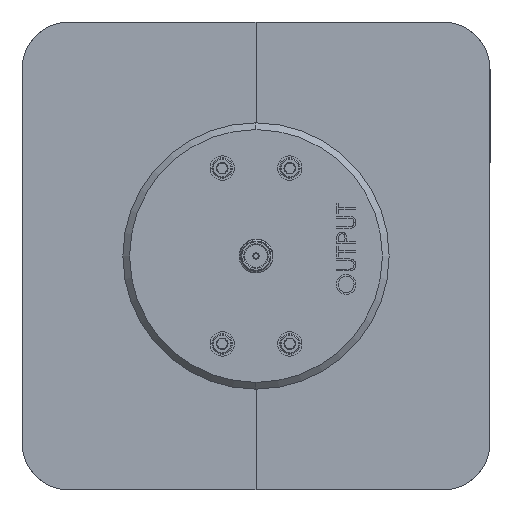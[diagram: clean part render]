
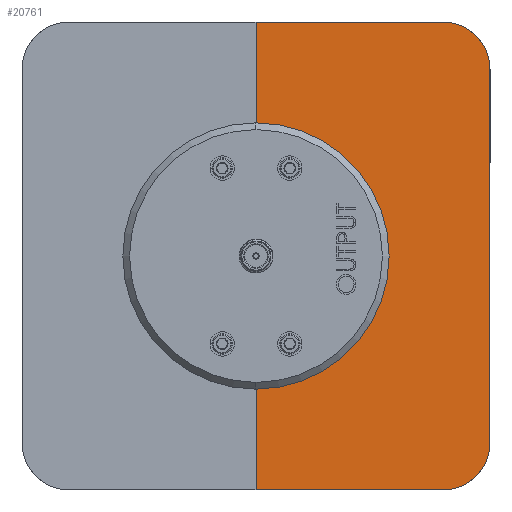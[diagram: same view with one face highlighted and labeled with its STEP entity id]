
A CAD part, left-side view. The second image highlights one B-rep face of the part: STEP entity #20761.
In plain terms, the highlighted planar face has unit normal (-1, 0, 0).
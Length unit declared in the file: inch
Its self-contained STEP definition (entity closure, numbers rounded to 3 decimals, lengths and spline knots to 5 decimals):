
#166 = VERTEX_POINT ( 'NONE', #7724 ) ;
#362 = DIRECTION ( 'NONE',  ( 0., 0., 1. ) ) ;
#369 = ORIENTED_EDGE ( 'NONE', *, *, #1998, .T. ) ;
#692 = CARTESIAN_POINT ( 'NONE',  ( -2.08661, 0., 1.73 ) ) ;
#739 = LINE ( 'NONE', #1951, #15146 ) ;
#1725 = AXIS2_PLACEMENT_3D ( 'NONE', #12282, #21447, #3213 ) ;
#1880 = CARTESIAN_POINT ( 'NONE',  ( -2.08661, 0., 0.98425 ) ) ;
#1951 = CARTESIAN_POINT ( 'NONE',  ( -2.08661, -1.73, 1.73 ) ) ;
#1979 = CARTESIAN_POINT ( 'NONE',  ( -2.08661, 0., 1.73 ) ) ;
#1998 = EDGE_CURVE ( 'NONE', #21397, #7739, #23557, .T. ) ;
#3213 = DIRECTION ( 'NONE',  ( 0., 0., 1. ) ) ;
#3364 = DIRECTION ( 'NONE',  ( 0., 1., 0. ) ) ;
#4053 = DIRECTION ( 'NONE',  ( 0., 0., -1. ) ) ;
#4066 = EDGE_CURVE ( 'NONE', #8535, #7739, #14278, .T. ) ;
#4666 = EDGE_LOOP ( 'NONE', ( #18427, #20750, #18561, #369, #22206, #14062, #16231, #9516 ) ) ;
#4735 = EDGE_CURVE ( 'NONE', #166, #13936, #12812, .T. ) ;
#4812 = AXIS2_PLACEMENT_3D ( 'NONE', #7716, #18396, #362 ) ;
#5686 = DIRECTION ( 'NONE',  ( 0., 0., -1. ) ) ;
#5910 = CARTESIAN_POINT ( 'NONE',  ( -2.08661, 0., 0. ) ) ;
#5950 = DIRECTION ( 'NONE',  ( 0., 0., 1. ) ) ;
#6225 = VECTOR ( 'NONE', #3364, 39.37008 ) ;
#6600 = VECTOR ( 'NONE', #4053, 39.37008 ) ;
#6616 = EDGE_CURVE ( 'NONE', #15339, #8864, #17417, .T. ) ;
#7059 = CARTESIAN_POINT ( 'NONE',  ( -2.08661, 0., -1.73 ) ) ;
#7078 = FACE_OUTER_BOUND ( 'NONE', #4666, .T. ) ;
#7716 = CARTESIAN_POINT ( 'NONE',  ( -2.08661, -1.38, -1.38 ) ) ;
#7724 = CARTESIAN_POINT ( 'NONE',  ( -2.08661, -1.38, 1.73 ) ) ;
#7739 = VERTEX_POINT ( 'NONE', #1880 ) ;
#7880 = VERTEX_POINT ( 'NONE', #12971 ) ;
#7915 = DIRECTION ( 'NONE',  ( 0., 1., 0. ) ) ;
#8535 = VERTEX_POINT ( 'NONE', #17199 ) ;
#8679 = AXIS2_PLACEMENT_3D ( 'NONE', #5910, #16809, #18751 ) ;
#8864 = VERTEX_POINT ( 'NONE', #21714 ) ;
#9030 = CARTESIAN_POINT ( 'NONE',  ( -2.08661, -1.38, -1.73 ) ) ;
#9516 = ORIENTED_EDGE ( 'NONE', *, *, #13380, .F. ) ;
#9578 = CARTESIAN_POINT ( 'NONE',  ( -2.08661, 0., 1.73 ) ) ;
#11451 = DIRECTION ( 'NONE',  ( -1., 0., 0. ) ) ;
#11523 = CARTESIAN_POINT ( 'NONE',  ( -2.08661, 0., 1.73 ) ) ;
#11863 = LINE ( 'NONE', #692, #15350 ) ;
#12282 = CARTESIAN_POINT ( 'NONE',  ( -2.08661, -1.38, 1.38 ) ) ;
#12812 = CIRCLE ( 'NONE', #1725, 0.35 ) ;
#12971 = CARTESIAN_POINT ( 'NONE',  ( -2.08661, -1.73, -1.38 ) ) ;
#13380 = EDGE_CURVE ( 'NONE', #7880, #15339, #18915, .T. ) ;
#13397 = VECTOR ( 'NONE', #7915, 39.37008 ) ;
#13936 = VERTEX_POINT ( 'NONE', #18525 ) ;
#14062 = ORIENTED_EDGE ( 'NONE', *, *, #22353, .T. ) ;
#14278 = CIRCLE ( 'NONE', #8679, 0.98425 ) ;
#15146 = VECTOR ( 'NONE', #5686, 39.37008 ) ;
#15339 = VERTEX_POINT ( 'NONE', #9030 ) ;
#15350 = VECTOR ( 'NONE', #17191, 39.37008 ) ;
#16231 = ORIENTED_EDGE ( 'NONE', *, *, #6616, .F. ) ;
#16809 = DIRECTION ( 'NONE',  ( -1., 0., 0. ) ) ;
#17191 = DIRECTION ( 'NONE',  ( 0., 0., -1. ) ) ;
#17199 = CARTESIAN_POINT ( 'NONE',  ( -2.08661, 0., -0.98425 ) ) ;
#17417 = LINE ( 'NONE', #7059, #6225 ) ;
#18396 = DIRECTION ( 'NONE',  ( 1., 0., 0. ) ) ;
#18427 = ORIENTED_EDGE ( 'NONE', *, *, #18643, .F. ) ;
#18525 = CARTESIAN_POINT ( 'NONE',  ( -2.08661, -1.73, 1.38 ) ) ;
#18561 = ORIENTED_EDGE ( 'NONE', *, *, #19198, .T. ) ;
#18643 = EDGE_CURVE ( 'NONE', #13936, #7880, #739, .T. ) ;
#18751 = DIRECTION ( 'NONE',  ( 0., 0., 1. ) ) ;
#18878 = LINE ( 'NONE', #20766, #13397 ) ;
#18915 = CIRCLE ( 'NONE', #4812, 0.35 ) ;
#19198 = EDGE_CURVE ( 'NONE', #166, #21397, #18878, .T. ) ;
#19221 = AXIS2_PLACEMENT_3D ( 'NONE', #11523, #11451, #5950 ) ;
#20641 = PLANE ( 'NONE',  #19221 ) ;
#20750 = ORIENTED_EDGE ( 'NONE', *, *, #4735, .F. ) ;
#20761 = ADVANCED_FACE ( 'NONE', ( #7078 ), #20641, .T. ) ;
#20766 = CARTESIAN_POINT ( 'NONE',  ( -2.08661, 0., 1.73 ) ) ;
#21397 = VERTEX_POINT ( 'NONE', #1979 ) ;
#21447 = DIRECTION ( 'NONE',  ( 1., 0., 0. ) ) ;
#21714 = CARTESIAN_POINT ( 'NONE',  ( -2.08661, 0., -1.73 ) ) ;
#22206 = ORIENTED_EDGE ( 'NONE', *, *, #4066, .F. ) ;
#22353 = EDGE_CURVE ( 'NONE', #8535, #8864, #11863, .T. ) ;
#23557 = LINE ( 'NONE', #9578, #6600 ) ;
